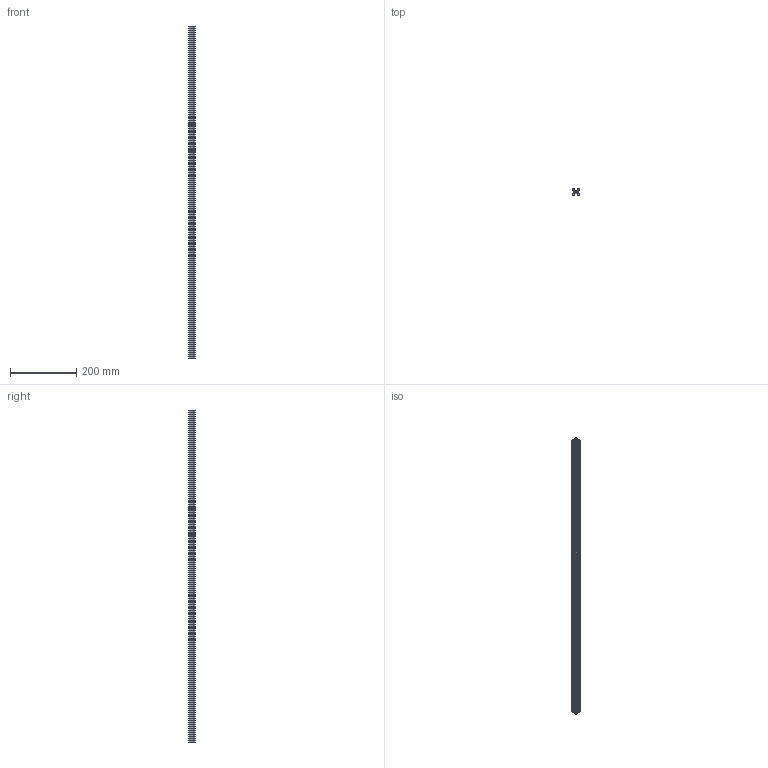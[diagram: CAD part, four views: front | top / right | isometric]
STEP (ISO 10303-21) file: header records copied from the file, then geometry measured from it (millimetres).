
FILE_DESCRIPTION(/* description */ (''),/* implementation_level */ '2;1');
FILE_NAME(/* name */ '2020aluminum_extrusion_silver.stp',/* time_stamp */ '2022-01-28T21:07:14+01:00',/* author */ ('caspe'),/* organization */ (''),/* preprocessor_version */ 'ST-DEVELOPER v18.1',/* originating_system */ 'Autodesk Inventor 2021',/* authorisation */ '');
FILE_SCHEMA (('AUTOMOTIVE_DESIGN { 1 0 10303 214 3 1 1 }'));
Length unit declared in the file: millimetre
Products named in the file (1): 2020aluminum_extrusion_silver
Bounding box: 20 x 20 x 1000 mm (x, y, z)
Volume: 161678.2 mm3; surface area: 157320.3 mm2
Topology: 1 solids, 1 shells, 63 faces, 185 edges, 124 vertices
Faces by surface type: plane 58, cylinder 5
Full cylindrical faces by diameter (mm): 4.6 x1
Entity records: 2124 total; most frequent: CARTESIAN_POINT 373, ORIENTED_EDGE 370, DIRECTION 325, EDGE_CURVE 185, LINE 173, VECTOR 173, VERTEX_POINT 124, AXIS2_PLACEMENT_3D 76
